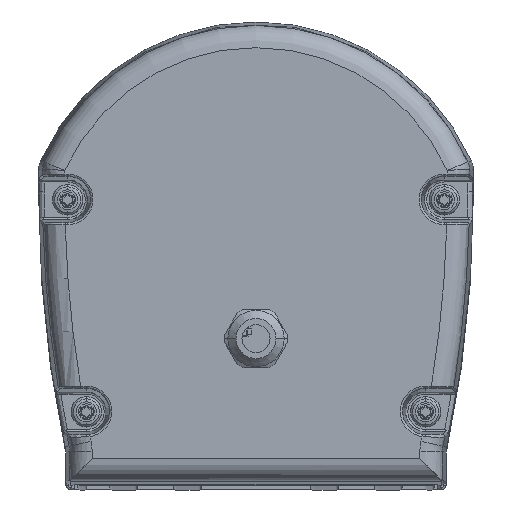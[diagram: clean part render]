
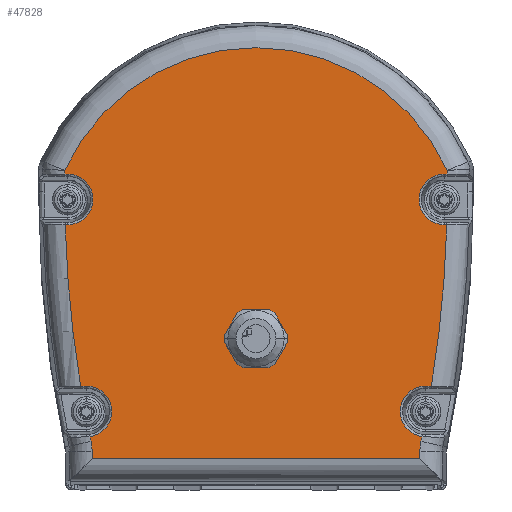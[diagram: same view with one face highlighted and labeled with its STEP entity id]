
A CAD part, top view. The second image highlights one B-rep face of the part: STEP entity #47828.
In plain terms, the highlighted planar face has unit normal (0, 0, 1).
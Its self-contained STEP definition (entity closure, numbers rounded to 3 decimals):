
#43702=CARTESIAN_POINT('',(0.,-31.2,45.));
#43703=DIRECTION('',(0.,0.,1.));
#43704=DIRECTION('',(1.,0.,0.));
#43705=AXIS2_PLACEMENT_3D('',#43702,#43703,#43704);
#43707=CARTESIAN_POINT('',(0.,-31.2,45.));
#43708=DIRECTION('',(0.,0.,1.));
#43709=DIRECTION('',(-1.,0.,0.));
#43710=AXIS2_PLACEMENT_3D('',#43707,#43708,#43709);
#43712=CARTESIAN_POINT('',(38.,-47.5,45.));
#43713=DIRECTION('',(0.,0.,-1.));
#43714=DIRECTION('',(-0.143,-0.99,0.));
#43715=AXIS2_PLACEMENT_3D('',#43712,#43713,#43714);
#43717=CARTESIAN_POINT('',(-226.3,1.767,45.));
#43718=DIRECTION('',(0.,0.,1.));
#43719=DIRECTION('',(0.978,-0.208,0.));
#43720=AXIS2_PLACEMENT_3D('',#43717,#43718,#43719);
#43722=CARTESIAN_POINT('',(47.575,-56.478,45.));
#43723=DIRECTION('',(0.,0.,-1.));
#43724=DIRECTION('',(-1.,0.,0.));
#43725=AXIS2_PLACEMENT_3D('',#43722,#43723,#43724);
#43727=DIRECTION('',(0.,1.,0.));
#43728=VECTOR('',#43727,1.616);
#43729=CARTESIAN_POINT('',(36.719,-58.094,45.));
#43730=LINE('',#43729,#43728);
#43731=DIRECTION('',(1.,0.,0.));
#43732=VECTOR('',#43731,73.438);
#43733=CARTESIAN_POINT('',(-36.719,-58.094,45.));
#43734=LINE('',#43733,#43732);
#43735=DIRECTION('',(0.,-1.,0.));
#43736=VECTOR('',#43735,1.616);
#43737=CARTESIAN_POINT('',(-36.719,-56.478,45.));
#43738=LINE('',#43737,#43736);
#43739=CARTESIAN_POINT('',(-47.575,-56.478,45.));
#43740=DIRECTION('',(0.,0.,-1.));
#43741=DIRECTION('',(0.978,0.208,0.));
#43742=AXIS2_PLACEMENT_3D('',#43739,#43740,#43741);
#43744=CARTESIAN_POINT('',(226.3,1.767,45.));
#43745=DIRECTION('',(0.,0.,1.));
#43746=DIRECTION('',(-0.979,-0.204,0.));
#43747=AXIS2_PLACEMENT_3D('',#43744,#43745,#43746);
#43749=CARTESIAN_POINT('',(-38.,-47.5,45.));
#43750=DIRECTION('',(0.,0.,-1.));
#43751=DIRECTION('',(0.,1.,0.));
#43752=AXIS2_PLACEMENT_3D('',#43749,#43750,#43751);
#43754=DIRECTION('',(1.,0.,0.));
#43755=VECTOR('',#43754,1.292);
#43756=CARTESIAN_POINT('',(-39.292,-41.816,45.));
#43757=LINE('',#43756,#43755);
#43758=CARTESIAN_POINT('',(226.3,1.767,45.));
#43759=DIRECTION('',(0.,0.,1.));
#43760=DIRECTION('',(-1.,-0.028,0.));
#43761=AXIS2_PLACEMENT_3D('',#43758,#43759,#43760);
#43763=DIRECTION('',(-1.,0.,0.));
#43764=VECTOR('',#43763,0.541);
#43765=CARTESIAN_POINT('',(-42.2,-5.684,45.));
#43766=LINE('',#43765,#43764);
#43767=CARTESIAN_POINT('',(-42.2,0.,45.));
#43768=DIRECTION('',(0.,0.,-1.));
#43769=DIRECTION('',(0.,1.,0.));
#43770=AXIS2_PLACEMENT_3D('',#43767,#43768,#43769);
#43772=DIRECTION('',(1.,0.,0.));
#43773=VECTOR('',#43772,0.644);
#43774=CARTESIAN_POINT('',(-42.844,5.684,45.));
#43775=LINE('',#43774,#43773);
#43776=DIRECTION('',(0.,-1.,0.));
#43777=VECTOR('',#43776,0.841);
#43778=CARTESIAN_POINT('',(-42.844,6.525,45.));
#43779=LINE('',#43778,#43777);
#43780=CARTESIAN_POINT('',(0.,-13.145,45.));
#43781=DIRECTION('',(0.,0.,1.));
#43782=DIRECTION('',(0.909,0.417,0.));
#43783=AXIS2_PLACEMENT_3D('',#43780,#43781,#43782);
#43785=DIRECTION('',(0.,1.,0.));
#43786=VECTOR('',#43785,0.842);
#43787=CARTESIAN_POINT('',(42.844,5.684,45.));
#43788=LINE('',#43787,#43786);
#43789=DIRECTION('',(1.,0.,0.));
#43790=VECTOR('',#43789,0.644);
#43791=CARTESIAN_POINT('',(42.2,5.684,45.));
#43792=LINE('',#43791,#43790);
#43793=CARTESIAN_POINT('',(42.2,0.,45.));
#43794=DIRECTION('',(0.,0.,-1.));
#43795=DIRECTION('',(0.,-1.,0.));
#43796=AXIS2_PLACEMENT_3D('',#43793,#43794,#43795);
#43798=DIRECTION('',(-1.,0.,0.));
#43799=VECTOR('',#43798,0.541);
#43800=CARTESIAN_POINT('',(42.741,-5.684,45.));
#43801=LINE('',#43800,#43799);
#43802=CARTESIAN_POINT('',(-226.3,1.767,45.));
#43803=DIRECTION('',(0.,0.,1.));
#43804=DIRECTION('',(0.987,-0.162,0.));
#43805=AXIS2_PLACEMENT_3D('',#43802,#43803,#43804);
#43807=DIRECTION('',(1.,0.,0.));
#43808=VECTOR('',#43807,1.292);
#43809=CARTESIAN_POINT('',(38.,-41.816,45.));
#43810=LINE('',#43809,#43808);
#44593=CARTESIAN_POINT('',(42.741,-5.684,45.));
#45116=CARTESIAN_POINT('',(37.187,-53.125,45.));
#45617=CARTESIAN_POINT('',(-39.292,-41.816,45.));
#45908=CARTESIAN_POINT('',(-42.844,5.684,45.));
#46049=CARTESIAN_POINT('',(5.5,-31.2,45.));
#46051=VERTEX_POINT('',#46049);
#46053=CARTESIAN_POINT('',(-5.5,-31.2,45.));
#46055=VERTEX_POINT('',#46053);
#46081=CARTESIAN_POINT('',(42.844,6.526,45.));
#46082=CARTESIAN_POINT('',(-42.846,6.522,45.));
#46083=VERTEX_POINT('',#46081);
#46084=VERTEX_POINT('',#46082);
#46093=CARTESIAN_POINT('',(36.719,-56.478,45.));
#46094=CARTESIAN_POINT('',(36.956,-54.22,45.));
#46095=VERTEX_POINT('',#46093);
#46096=VERTEX_POINT('',#46094);
#46101=CARTESIAN_POINT('',(36.719,-58.094,45.));
#46102=VERTEX_POINT('',#46101);
#46109=CARTESIAN_POINT('',(-36.719,-58.094,45.));
#46110=VERTEX_POINT('',#46109);
#46111=CARTESIAN_POINT('',(-36.956,-54.22,45.));
#46112=CARTESIAN_POINT('',(-36.719,-56.478,45.));
#46113=VERTEX_POINT('',#46111);
#46114=VERTEX_POINT('',#46112);
#46304=VERTEX_POINT('',#45116);
#46306=CARTESIAN_POINT('',(38.,-41.816,45.));
#46307=VERTEX_POINT('',#46306);
#46310=CARTESIAN_POINT('',(39.292,-41.816,45.));
#46311=VERTEX_POINT('',#46310);
#46338=VERTEX_POINT('',#45617);
#46340=CARTESIAN_POINT('',(-38.,-41.816,45.));
#46341=VERTEX_POINT('',#46340);
#46344=CARTESIAN_POINT('',(-37.187,-53.125,45.));
#46345=VERTEX_POINT('',#46344);
#46378=VERTEX_POINT('',#44593);
#46380=CARTESIAN_POINT('',(42.2,-5.684,45.));
#46381=VERTEX_POINT('',#46380);
#46384=CARTESIAN_POINT('',(42.2,5.684,45.));
#46385=VERTEX_POINT('',#46384);
#46388=CARTESIAN_POINT('',(42.844,5.684,45.));
#46389=VERTEX_POINT('',#46388);
#46426=VERTEX_POINT('',#45908);
#46428=CARTESIAN_POINT('',(-42.2,5.684,45.));
#46429=VERTEX_POINT('',#46428);
#46432=CARTESIAN_POINT('',(-42.2,-5.684,45.));
#46433=VERTEX_POINT('',#46432);
#46436=CARTESIAN_POINT('',(-42.741,-5.684,45.));
#46437=VERTEX_POINT('',#46436);
#47773=CARTESIAN_POINT('',(0.,0.,45.));
#47774=DIRECTION('',(0.,0.,1.));
#47775=DIRECTION('',(1.,0.,0.));
#47776=AXIS2_PLACEMENT_3D('',#47773,#47774,#47775);
#47777=PLANE('',#47776);
#47779=ORIENTED_EDGE('',*,*,#47778,.F.);
#47781=ORIENTED_EDGE('',*,*,#47780,.F.);
#47783=ORIENTED_EDGE('',*,*,#47782,.F.);
#47784=ORIENTED_EDGE('',*,*,#47764,.F.);
#47785=ORIENTED_EDGE('',*,*,#47391,.F.);
#47787=ORIENTED_EDGE('',*,*,#47786,.F.);
#47789=ORIENTED_EDGE('',*,*,#47788,.F.);
#47791=ORIENTED_EDGE('',*,*,#47790,.F.);
#47793=ORIENTED_EDGE('',*,*,#47792,.F.);
#47795=ORIENTED_EDGE('',*,*,#47794,.F.);
#47797=ORIENTED_EDGE('',*,*,#47796,.F.);
#47799=ORIENTED_EDGE('',*,*,#47798,.F.);
#47801=ORIENTED_EDGE('',*,*,#47800,.F.);
#47803=ORIENTED_EDGE('',*,*,#47802,.F.);
#47805=ORIENTED_EDGE('',*,*,#47804,.F.);
#47807=ORIENTED_EDGE('',*,*,#47806,.F.);
#47809=ORIENTED_EDGE('',*,*,#47808,.F.);
#47811=ORIENTED_EDGE('',*,*,#47810,.F.);
#47813=ORIENTED_EDGE('',*,*,#47812,.F.);
#47815=ORIENTED_EDGE('',*,*,#47814,.F.);
#47817=ORIENTED_EDGE('',*,*,#47816,.F.);
#47819=ORIENTED_EDGE('',*,*,#47818,.F.);
#47820=EDGE_LOOP('',(#47779,#47781,#47783,#47784,#47785,#47787,#47789,#47791,
#47793,#47795,#47797,#47799,#47801,#47803,#47805,#47807,#47809,#47811,#47813,
#47815,#47817,#47819));
#47821=FACE_OUTER_BOUND('',#47820,.F.);
#47823=ORIENTED_EDGE('',*,*,#47822,.T.);
#47825=ORIENTED_EDGE('',*,*,#47824,.T.);
#47826=EDGE_LOOP('',(#47823,#47825));
#47827=FACE_BOUND('',#47826,.F.);
#47828=ADVANCED_FACE('',(#47821,#47827),#47777,.T.);
#43706=CIRCLE('',#43705,5.5);
#43711=CIRCLE('',#43710,5.5);
#43716=CIRCLE('',#43715,5.684);
#43721=CIRCLE('',#43720,269.144);
#43726=CIRCLE('',#43725,10.856);
#43743=CIRCLE('',#43742,10.856);
#43748=CIRCLE('',#43747,269.144);
#43753=CIRCLE('',#43752,5.684);
#43762=CIRCLE('',#43761,269.144);
#43771=CIRCLE('',#43770,5.684);
#43784=CIRCLE('',#43783,47.144);
#43797=CIRCLE('',#43796,5.684);
#43806=CIRCLE('',#43805,269.144);
#47391=EDGE_CURVE('',#46110,#46102,#43734,.T.);
#47764=EDGE_CURVE('',#46102,#46095,#43730,.T.);
#47778=EDGE_CURVE('',#46304,#46307,#43716,.T.);
#47780=EDGE_CURVE('',#46096,#46304,#43721,.T.);
#47782=EDGE_CURVE('',#46095,#46096,#43726,.T.);
#47786=EDGE_CURVE('',#46114,#46110,#43738,.T.);
#47788=EDGE_CURVE('',#46113,#46114,#43743,.T.);
#47790=EDGE_CURVE('',#46345,#46113,#43748,.T.);
#47792=EDGE_CURVE('',#46341,#46345,#43753,.T.);
#47794=EDGE_CURVE('',#46338,#46341,#43757,.T.);
#47796=EDGE_CURVE('',#46437,#46338,#43762,.T.);
#47798=EDGE_CURVE('',#46433,#46437,#43766,.T.);
#47800=EDGE_CURVE('',#46429,#46433,#43771,.T.);
#47802=EDGE_CURVE('',#46426,#46429,#43775,.T.);
#47804=EDGE_CURVE('',#46084,#46426,#43779,.T.);
#47806=EDGE_CURVE('',#46083,#46084,#43784,.T.);
#47808=EDGE_CURVE('',#46389,#46083,#43788,.T.);
#47810=EDGE_CURVE('',#46385,#46389,#43792,.T.);
#47812=EDGE_CURVE('',#46381,#46385,#43797,.T.);
#47814=EDGE_CURVE('',#46378,#46381,#43801,.T.);
#47816=EDGE_CURVE('',#46311,#46378,#43806,.T.);
#47818=EDGE_CURVE('',#46307,#46311,#43810,.T.);
#47822=EDGE_CURVE('',#46051,#46055,#43706,.T.);
#47824=EDGE_CURVE('',#46055,#46051,#43711,.T.);
